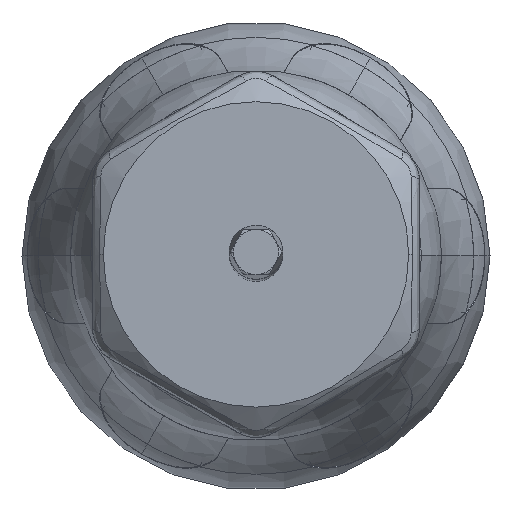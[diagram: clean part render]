
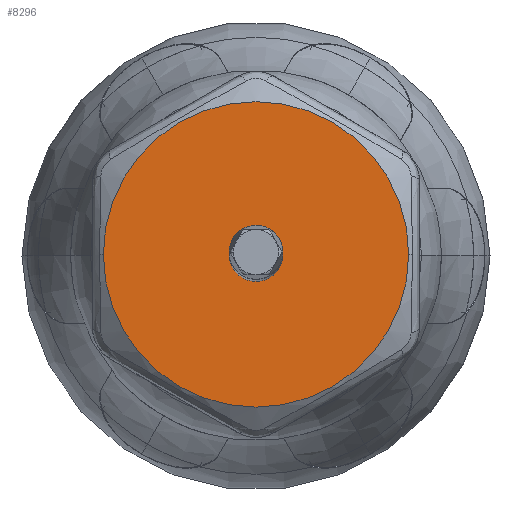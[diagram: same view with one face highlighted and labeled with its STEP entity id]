
A CAD part, top view. The second image highlights one B-rep face of the part: STEP entity #8296.
In plain terms, the highlighted planar face has unit normal (0, 0, 1).
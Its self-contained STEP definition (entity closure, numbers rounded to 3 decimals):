
#2019 = AXIS2_PLACEMENT_3D ( 'NONE', #23534, #23535, #23536 ) ;
#2156 = AXIS2_PLACEMENT_3D ( 'NONE', #16301, #16294, #16303 ) ;
#2353 = AXIS2_PLACEMENT_3D ( 'NONE', #22711, #22750, #22716 ) ;
#3029 = EDGE_CURVE ( 'NONE', #30644, #30667, #9633, .T. ) ;
#5025 = EDGE_LOOP ( 'NONE', ( #6323, #6412 ) ) ;
#6323 = ORIENTED_EDGE ( 'NONE', *, *, #3029, .F. ) ;
#6412 = ORIENTED_EDGE ( 'NONE', *, *, #12678, .F. ) ;
#7784 = FACE_OUTER_BOUND ( 'NONE', #5025, .T. ) ;
#8296 = ADVANCED_FACE ( 'NONE', ( #7784 ), #16299, .T. ) ;
#9633 = CIRCLE ( 'NONE', #2019, 8.5 ) ;
#12678 = EDGE_CURVE ( 'NONE', #30667, #30644, #23969, .T. ) ;
#16294 = DIRECTION ( 'NONE',  ( 0., 0., 1. ) ) ;
#16299 = PLANE ( 'NONE',  #2156 ) ;
#16301 = CARTESIAN_POINT ( 'NONE',  ( 0., 0., 0. ) ) ;
#16303 = DIRECTION ( 'NONE',  ( 1., 0., 0. ) ) ;
#22711 = CARTESIAN_POINT ( 'NONE',  ( 0., 0., 0. ) ) ;
#22716 = DIRECTION ( 'NONE',  ( -1., 0., 0. ) ) ;
#22750 = DIRECTION ( 'NONE',  ( 0., 0., -1. ) ) ;
#23534 = CARTESIAN_POINT ( 'NONE',  ( 0., 0., 0. ) ) ;
#23535 = DIRECTION ( 'NONE',  ( 0., 0., -1. ) ) ;
#23536 = DIRECTION ( 'NONE',  ( -1., 0., 0. ) ) ;
#23969 = CIRCLE ( 'NONE', #2353, 8.5 ) ;
#28952 = CARTESIAN_POINT ( 'NONE',  ( -8.5, 0., 0. ) ) ;
#28994 = CARTESIAN_POINT ( 'NONE',  ( 8.5, 0., 0. ) ) ;
#30644 = VERTEX_POINT ( 'NONE', #28952 ) ;
#30667 = VERTEX_POINT ( 'NONE', #28994 ) ;
